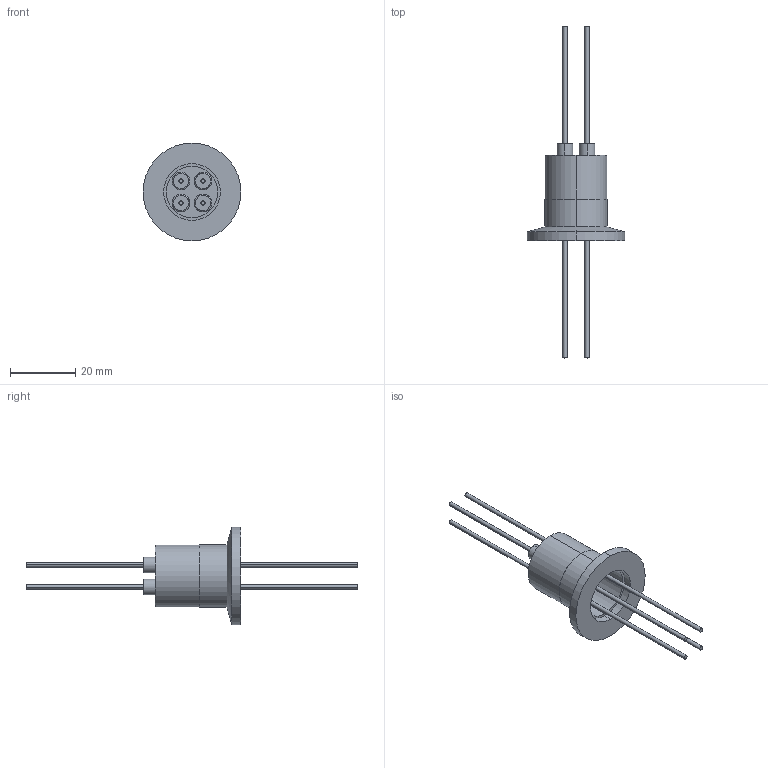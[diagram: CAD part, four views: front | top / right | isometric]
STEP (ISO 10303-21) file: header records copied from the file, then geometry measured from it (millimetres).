
FILE_DESCRIPTION (( 'STEP AP203' ), '1' );
FILE_NAME ('A0499-2-QF.STEP', '2013-05-13T12:21:56', ( '' ), ( '' ), 'SwSTEP 2.0', 'SolidWorks 2012', '' );
FILE_SCHEMA (( 'CONFIG_CONTROL_DESIGN' ));
Length unit declared in the file: inch
Products named in the file (1): A0499-2-QF
Bounding box: 29.97 x 101.6 x 29.97 mm (x, y, z)
Volume: 4814 mm3; surface area: 7079.8 mm2
Topology: 1 solids, 5 shells, 135 faces, 292 edges, 188 vertices
Faces by surface type: cylinder 78, plane 31, cone 18, bspline 8
Entity records: 3929 total; most frequent: CARTESIAN_POINT 760, DIRECTION 728, ORIENTED_EDGE 584, AXIS2_PLACEMENT_3D 316, EDGE_CURVE 292, CIRCLE 188, VERTEX_POINT 188, EDGE_LOOP 164
